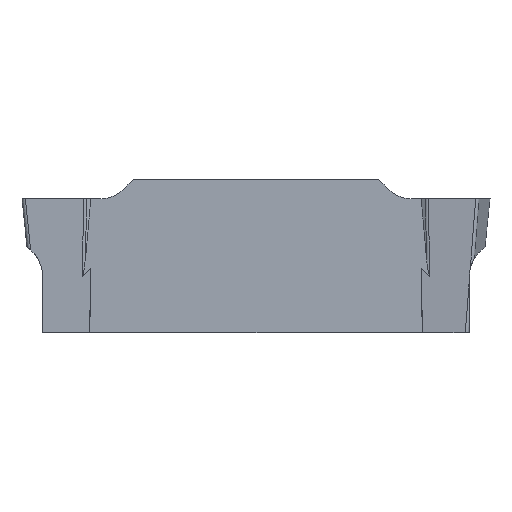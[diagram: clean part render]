
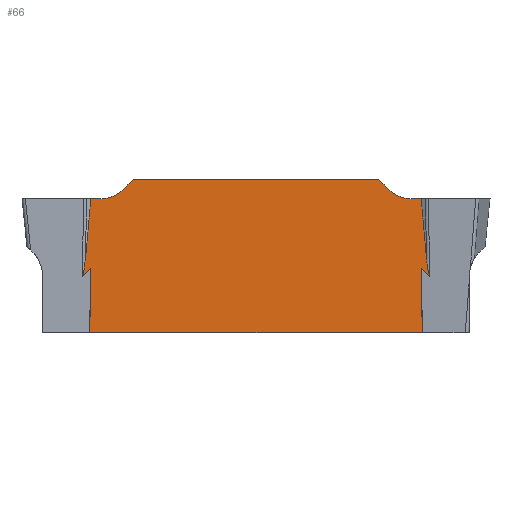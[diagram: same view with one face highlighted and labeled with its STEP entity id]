
A CAD part, left-side view. The second image highlights one B-rep face of the part: STEP entity #66.
In plain terms, the highlighted planar face has unit normal (-1, 0, 0).
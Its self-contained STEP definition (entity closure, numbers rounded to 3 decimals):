
#39=CIRCLE('',#855,1.);
#40=CIRCLE('',#856,1.);
#66=ADVANCED_FACE('',(#132),#104,.T.);
#104=PLANE('',#857);
#132=FACE_OUTER_BOUND('',#172,.T.);
#172=EDGE_LOOP('',(#281,#282,#283,#284,#285,#286,#287,#288,#289,#290,#291,
#292,#293,#294,#295,#296));
#281=ORIENTED_EDGE('',*,*,#573,.T.);
#282=ORIENTED_EDGE('',*,*,#574,.T.);
#283=ORIENTED_EDGE('',*,*,#540,.T.);
#284=ORIENTED_EDGE('',*,*,#575,.T.);
#285=ORIENTED_EDGE('',*,*,#535,.T.);
#286=ORIENTED_EDGE('',*,*,#576,.T.);
#287=ORIENTED_EDGE('',*,*,#568,.T.);
#288=ORIENTED_EDGE('',*,*,#577,.T.);
#289=ORIENTED_EDGE('',*,*,#578,.T.);
#290=ORIENTED_EDGE('',*,*,#579,.F.);
#291=ORIENTED_EDGE('',*,*,#580,.F.);
#292=ORIENTED_EDGE('',*,*,#581,.F.);
#293=ORIENTED_EDGE('',*,*,#582,.F.);
#294=ORIENTED_EDGE('',*,*,#583,.F.);
#295=ORIENTED_EDGE('',*,*,#584,.F.);
#296=ORIENTED_EDGE('',*,*,#585,.F.);
#459=VERTEX_POINT('',#1138);
#460=VERTEX_POINT('',#1140);
#463=VERTEX_POINT('',#1148);
#464=VERTEX_POINT('',#1150);
#486=VERTEX_POINT('',#1210);
#487=VERTEX_POINT('',#1212);
#489=VERTEX_POINT('',#1222);
#490=VERTEX_POINT('',#1223);
#491=VERTEX_POINT('',#1258);
#492=VERTEX_POINT('',#1260);
#493=VERTEX_POINT('',#1262);
#494=VERTEX_POINT('',#1264);
#495=VERTEX_POINT('',#1266);
#496=VERTEX_POINT('',#1268);
#497=VERTEX_POINT('',#1270);
#498=VERTEX_POINT('',#1272);
#535=EDGE_CURVE('',#460,#459,#647,.T.);
#540=EDGE_CURVE('',#464,#463,#651,.T.);
#568=EDGE_CURVE('',#487,#486,#673,.T.);
#573=EDGE_CURVE('',#489,#490,#677,.T.);
#574=EDGE_CURVE('',#490,#464,#803,.T.);
#575=EDGE_CURVE('',#463,#460,#678,.T.);
#576=EDGE_CURVE('',#459,#487,#679,.T.);
#577=EDGE_CURVE('',#486,#491,#804,.T.);
#578=EDGE_CURVE('',#491,#492,#680,.T.);
#579=EDGE_CURVE('',#493,#492,#681,.T.);
#580=EDGE_CURVE('',#494,#493,#39,.T.);
#581=EDGE_CURVE('',#495,#494,#682,.T.);
#582=EDGE_CURVE('',#496,#495,#683,.T.);
#583=EDGE_CURVE('',#497,#496,#684,.T.);
#584=EDGE_CURVE('',#498,#497,#40,.T.);
#585=EDGE_CURVE('',#489,#498,#685,.T.);
#647=LINE('',#1139,#727);
#651=LINE('',#1149,#731);
#673=LINE('',#1211,#753);
#677=LINE('',#1221,#757);
#678=LINE('',#1243,#758);
#679=LINE('',#1244,#759);
#680=LINE('',#1259,#760);
#681=LINE('',#1261,#761);
#682=LINE('',#1265,#762);
#683=LINE('',#1267,#763);
#684=LINE('',#1269,#764);
#685=LINE('',#1273,#765);
#727=VECTOR('',#914,1.);
#731=VECTOR('',#922,1.);
#753=VECTOR('',#962,1.);
#757=VECTOR('',#974,1.);
#758=VECTOR('',#975,1.);
#759=VECTOR('',#976,1.);
#760=VECTOR('',#977,1.);
#761=VECTOR('',#978,1.);
#762=VECTOR('',#981,1.);
#763=VECTOR('',#982,1.);
#764=VECTOR('',#983,1.);
#765=VECTOR('',#986,1.);
#803=B_SPLINE_CURVE_WITH_KNOTS('',3,(#1224,#1225,#1226,#1227,#1228,#1229,
#1230,#1231,#1232,#1233,#1234,#1235,#1236,#1237,#1238,#1239,#1240,#1241,
#1242),.UNSPECIFIED.,.F.,.F.,(4,3,3,3,3,3,4),(0.,0.312,0.653,
0.824,0.929,0.98,1.),.UNSPECIFIED.);
#804=B_SPLINE_CURVE_WITH_KNOTS('',3,(#1245,#1246,#1247,#1248,#1249,#1250,
#1251,#1252,#1253,#1254,#1255,#1256,#1257),.UNSPECIFIED.,.F.,.F.,(4,3,3,
3,4),(0.,0.036,0.179,0.747,1.),
 .UNSPECIFIED.);
#855=AXIS2_PLACEMENT_3D('',#1263,#979,#980);
#856=AXIS2_PLACEMENT_3D('',#1271,#984,#985);
#857=AXIS2_PLACEMENT_3D('',#1274,#987,#988);
#914=DIRECTION('',(0.,-1.,0.));
#922=DIRECTION('',(0.,-0.707,0.707));
#962=DIRECTION('',(0.,-0.707,-0.707));
#974=DIRECTION('',(0.,0.087,-0.996));
#975=DIRECTION('',(0.,0.011,-1.));
#976=DIRECTION('',(0.,0.011,1.));
#977=DIRECTION('',(0.,0.087,0.996));
#978=DIRECTION('',(0.,-1.,0.));
#979=DIRECTION('',(-1.,0.,0.));
#980=DIRECTION('',(0.,0.,1.));
#981=DIRECTION('',(0.,-0.707,-0.707));
#982=DIRECTION('',(0.,-1.,0.));
#983=DIRECTION('',(0.,-0.707,0.707));
#984=DIRECTION('',(-1.,0.,0.));
#985=DIRECTION('',(0.,0.,1.));
#986=DIRECTION('',(0.,-1.,0.));
#987=DIRECTION('',(-1.,0.,0.));
#988=DIRECTION('',(0.,0.,1.));
#1138=CARTESIAN_POINT('',(-0.565,1.781,-4.205));
#1139=CARTESIAN_POINT('',(-0.565,13.7,-4.205));
#1140=CARTESIAN_POINT('',(-0.565,12.219,-4.205));
#1148=CARTESIAN_POINT('',(-0.565,12.198,-2.185));
#1149=CARTESIAN_POINT('',(-0.565,11.555,-1.542));
#1150=CARTESIAN_POINT('',(-0.565,12.45,-2.437));
#1210=CARTESIAN_POINT('',(-0.565,1.55,-2.437));
#1211=CARTESIAN_POINT('',(-0.565,9.152,5.158));
#1212=CARTESIAN_POINT('',(-0.565,1.802,-2.185));
#1221=CARTESIAN_POINT('',(-0.565,12.151,0.47));
#1222=CARTESIAN_POINT('',(-0.565,12.192,0.));
#1223=CARTESIAN_POINT('',(-0.565,12.351,-1.82));
#1224=CARTESIAN_POINT('',(-0.565,12.351,-1.82));
#1225=CARTESIAN_POINT('',(-0.565,12.356,-1.885));
#1226=CARTESIAN_POINT('',(-0.565,12.362,-1.95));
#1227=CARTESIAN_POINT('',(-0.565,12.369,-2.015));
#1228=CARTESIAN_POINT('',(-0.565,12.377,-2.086));
#1229=CARTESIAN_POINT('',(-0.565,12.385,-2.157));
#1230=CARTESIAN_POINT('',(-0.565,12.396,-2.227));
#1231=CARTESIAN_POINT('',(-0.565,12.401,-2.263));
#1232=CARTESIAN_POINT('',(-0.565,12.407,-2.298));
#1233=CARTESIAN_POINT('',(-0.565,12.414,-2.333));
#1234=CARTESIAN_POINT('',(-0.565,12.419,-2.355));
#1235=CARTESIAN_POINT('',(-0.565,12.423,-2.376));
#1236=CARTESIAN_POINT('',(-0.565,12.43,-2.397));
#1237=CARTESIAN_POINT('',(-0.565,12.433,-2.407));
#1238=CARTESIAN_POINT('',(-0.565,12.437,-2.417));
#1239=CARTESIAN_POINT('',(-0.565,12.442,-2.426));
#1240=CARTESIAN_POINT('',(-0.565,12.444,-2.43));
#1241=CARTESIAN_POINT('',(-0.565,12.447,-2.434));
#1242=CARTESIAN_POINT('',(-0.565,12.45,-2.437));
#1243=CARTESIAN_POINT('',(-0.565,12.168,0.589));
#1244=CARTESIAN_POINT('',(-0.565,1.834,0.732));
#1245=CARTESIAN_POINT('',(-0.565,1.55,-2.437));
#1246=CARTESIAN_POINT('',(-0.565,1.556,-2.431));
#1247=CARTESIAN_POINT('',(-0.565,1.559,-2.424));
#1248=CARTESIAN_POINT('',(-0.565,1.562,-2.417));
#1249=CARTESIAN_POINT('',(-0.565,1.574,-2.39));
#1250=CARTESIAN_POINT('',(-0.565,1.58,-2.36));
#1251=CARTESIAN_POINT('',(-0.565,1.586,-2.331));
#1252=CARTESIAN_POINT('',(-0.565,1.61,-2.215));
#1253=CARTESIAN_POINT('',(-0.565,1.623,-2.096));
#1254=CARTESIAN_POINT('',(-0.565,1.635,-1.978));
#1255=CARTESIAN_POINT('',(-0.565,1.64,-1.925));
#1256=CARTESIAN_POINT('',(-0.565,1.645,-1.873));
#1257=CARTESIAN_POINT('',(-0.565,1.649,-1.82));
#1258=CARTESIAN_POINT('',(-0.565,1.649,-1.82));
#1259=CARTESIAN_POINT('',(-0.565,1.951,1.631));
#1260=CARTESIAN_POINT('',(-0.565,1.808,0.));
#1261=CARTESIAN_POINT('',(-0.565,13.7,0.));
#1262=CARTESIAN_POINT('',(-0.565,2.131,0.));
#1263=CARTESIAN_POINT('',(-0.565,2.131,1.));
#1264=CARTESIAN_POINT('',(-0.565,2.838,0.293));
#1265=CARTESIAN_POINT('',(-0.565,8.425,5.88));
#1266=CARTESIAN_POINT('',(-0.565,3.15,0.605));
#1267=CARTESIAN_POINT('',(-0.565,13.7,0.605));
#1268=CARTESIAN_POINT('',(-0.565,10.85,0.605));
#1269=CARTESIAN_POINT('',(-0.565,12.275,-0.82));
#1270=CARTESIAN_POINT('',(-0.565,11.162,0.293));
#1271=CARTESIAN_POINT('',(-0.565,11.869,1.));
#1272=CARTESIAN_POINT('',(-0.565,11.869,0.));
#1273=CARTESIAN_POINT('',(-0.565,13.7,0.));
#1274=CARTESIAN_POINT('',(-0.565,13.7,0.605));
